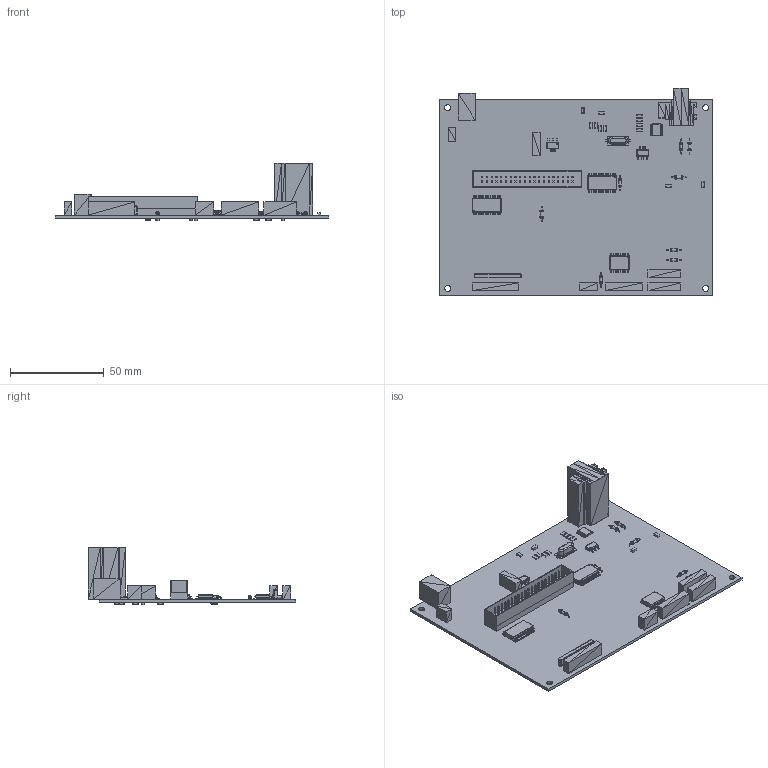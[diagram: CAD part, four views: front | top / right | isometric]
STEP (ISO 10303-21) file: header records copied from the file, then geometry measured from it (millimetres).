
FILE_DESCRIPTION(('for SolidWorks'),'2;1');
FILE_NAME('cdp.step','2025-03-10T14:50:16',( 'akasaka'),(''),'Open CASCADE STEP processor 6.6','DipTrace', 'Unknown');
FILE_SCHEMA(('AUTOMOTIVE_DESIGN { 1 0 10303 214 1 1 1 1 }'));
Length unit declared in the file: millimetre
Products named in the file (22): PCB_cdp; Board_cdp; CAP_1206_N; 5103308-8; RES_1206_N; RES_Horizontal_L4.1_D1.9_P7.62; 4310R-101-100; PCM5102APW; PCA9555D,112; LSF0102DCTR; AMS1117-3.3; MAX232DW; ECS-110-S-5P-TR; 04DB-6S(LF); 03DB-6S(LF); PJ-002B; RCJ-2223; 09DB-6S(LF); 06DB-6S(LF); 02DB-6S(LF); 07DB-6S(LF)
Assembly tree (47 placements, depth 2):
  PCB_cdp
    Board_cdp
    CAP_1206_N  x10
    5103308-8
    RES_1206_N  x9
    RES_Horizontal_L4.1_D1.9_P7.62  x8
    4310R-101-100
    PCM5102APW
    PCA9555D,112  x2
    LSF0102DCTR
    AMS1117-3.3  x2
    MAX232DW
    ECS-110-S-5P-TR
    04DB-6S(LF)
    03DB-6S(LF)
    PJ-002B
    RCJ-2223
    09DB-6S(LF)
    06DB-6S(LF)
    06DB-6S(LF)
    02DB-6S(LF)
    07DB-6S(LF)
Bounding box: 146 x 110.71 x 30.65 mm (x, y, z)
Volume: 28132.9 mm3; surface area: 45748.5 mm2
Topology: 253 solids, 439 shells, 3728 faces, 8778 edges, 5594 vertices
Faces by surface type: plane 2564, cylinder 934, sphere 156, torus 42, revolution 32
Full cylindrical faces by diameter (mm): 0.225 x2, 0.235 x2, 0.41 x2, 0.425 x4, 0.45 x32, 0.483 x2, 0.658 x4, 1.425 x8, 1.9 x16, 3.2 x4
Entity records: 68434 total; most frequent: CARTESIAN_POINT 11836, DIRECTION 11261, ORIENTED_EDGE 10736, EDGE_CURVE 5647, LINE 4835, VECTOR 4835, VERTEX_POINT 3786, AXIS2_PLACEMENT_3D 3211
